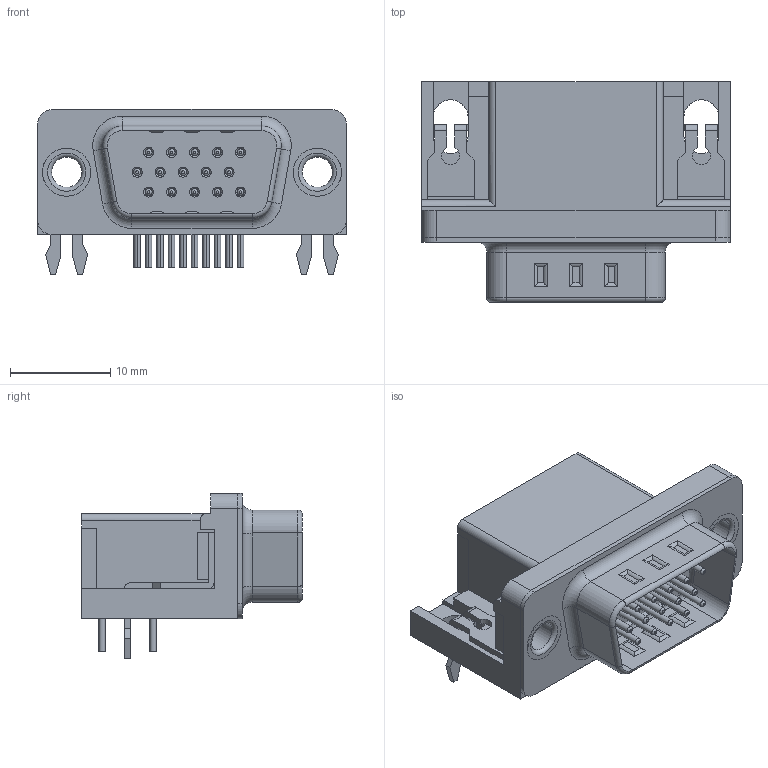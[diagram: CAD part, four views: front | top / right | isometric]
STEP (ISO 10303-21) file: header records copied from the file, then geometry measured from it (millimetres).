
FILE_DESCRIPTION(/* description */ ('Unknown'),/* implementation_level */ '2;1');
FILE_NAME(/* name */ '618015325323',/* time_stamp */ '2020-01-21T15:41:02+01:00',/* author */ ('Unknown'),/* organization */ ('Unknown'),/* preprocessor_version */ 'ST-DEVELOPER v16.7',/* originating_system */ 'DEX',/* authorisation */ $);
FILE_SCHEMA (('AUTOMOTIVE_DESIGN {1 0 10303 214 3 1 1}'));
Length unit declared in the file: millimetre
Products named in the file (9): 6180xx325323; 6180153xxx23_Housing; 6180xx3xxx23_PIN; 6180xx3xxx23_Serrage; 6180xx3xxx23_PIN_BIS; 6180xx3xxx23_PIN_REBIS; 6180xx3xxx23_Clip; 6180153xxx23; 6180153xxx23_Passage
Assembly tree (22 placements, depth 2):
  6180xx325323
    6180153xxx23_Housing
    6180xx3xxx23_PIN  x5
    6180xx3xxx23_Serrage  x2
    6180xx3xxx23_PIN_BIS  x5
    6180xx3xxx23_PIN_REBIS  x5
    6180xx3xxx23_Clip  x2
    6180153xxx23
    6180153xxx23_Passage
Bounding box: 30.8 x 22 x 16.45 mm (x, y, z)
Volume: 3218.2 mm3; surface area: 7639.5 mm2
Topology: 22 solids, 22 shells, 1556 faces, 4163 edges, 2661 vertices
Faces by surface type: plane 839, cylinder 429, bspline 180, torus 61, cone 47
Full cylindrical faces by diameter (mm): 0.7 x15, 3 x2, 4 x8
Entity records: 24455 total; most frequent: CARTESIAN_POINT 5330, ORIENTED_EDGE 3924, DIRECTION 3740, EDGE_CURVE 1962, LINE 1526, VECTOR 1526, VERTEX_POINT 1281, AXIS2_PLACEMENT_3D 1107
